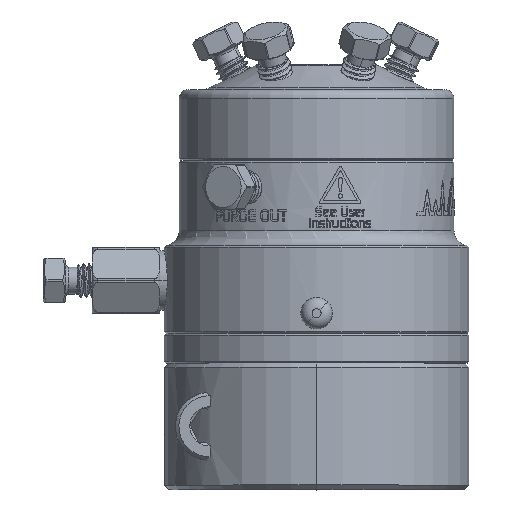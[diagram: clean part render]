
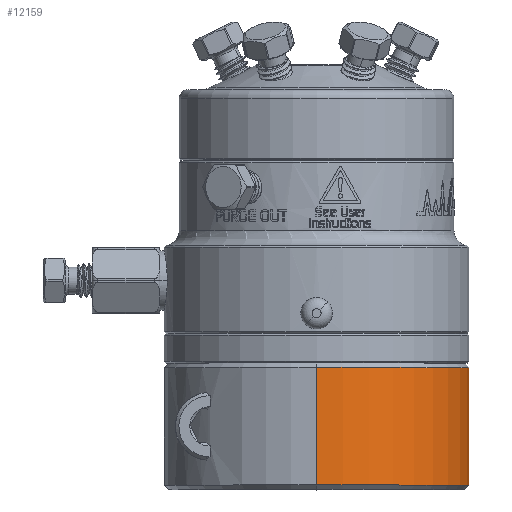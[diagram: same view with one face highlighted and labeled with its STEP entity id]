
A CAD part, top view. The second image highlights one B-rep face of the part: STEP entity #12159.
In plain terms, the highlighted cylindrical face has radius 21.399 mm (diameter 42.799 mm), a partial arc.
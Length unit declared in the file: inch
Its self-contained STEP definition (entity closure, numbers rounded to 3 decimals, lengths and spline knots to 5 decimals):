
#2400 = VERTEX_POINT ( 'NONE', #47718 ) ;
#2780 = CARTESIAN_POINT ( 'NONE',  ( 0., -0.1885, -0.8425 ) ) ;
#5714 = CIRCLE ( 'NONE', #41359, 0.8425 ) ;
#12159 = ADVANCED_FACE ( 'NONE', ( #32554 ), #55224, .T. ) ;
#14116 = DIRECTION ( 'NONE',  ( 0., 0., -1. ) ) ;
#17541 = DIRECTION ( 'NONE',  ( 0., -1., 0. ) ) ;
#19620 = ORIENTED_EDGE ( 'NONE', *, *, #36422, .F. ) ;
#21311 = ORIENTED_EDGE ( 'NONE', *, *, #45132, .T. ) ;
#21973 = VECTOR ( 'NONE', #17541, 39.37008 ) ;
#22468 = EDGE_CURVE ( 'NONE', #67340, #35784, #5714, .T. ) ;
#25005 = CARTESIAN_POINT ( 'NONE',  ( 0., -0.1885, 0.8425 ) ) ;
#26946 = DIRECTION ( 'NONE',  ( 0., 0., -1. ) ) ;
#28561 = EDGE_CURVE ( 'NONE', #50123, #2400, #30554, .T. ) ;
#30554 = CIRCLE ( 'NONE', #48375, 0.8425 ) ;
#30909 = EDGE_LOOP ( 'NONE', ( #19620, #51294, #21311, #64696 ) ) ;
#32554 = FACE_OUTER_BOUND ( 'NONE', #30909, .T. ) ;
#35717 = CARTESIAN_POINT ( 'NONE',  ( 0., -0.8385, 0.8425 ) ) ;
#35784 = VERTEX_POINT ( 'NONE', #25005 ) ;
#36422 = EDGE_CURVE ( 'NONE', #67340, #2400, #54857, .T. ) ;
#39740 = CARTESIAN_POINT ( 'NONE',  ( 0., -0.1635, 0.8425 ) ) ;
#41318 = DIRECTION ( 'NONE',  ( 0., -1., 0. ) ) ;
#41359 = AXIS2_PLACEMENT_3D ( 'NONE', #45862, #41318, #14116 ) ;
#43347 = CARTESIAN_POINT ( 'NONE',  ( 0., -0.8385, 0. ) ) ;
#43372 = DIRECTION ( 'NONE',  ( 0., 0., 1. ) ) ;
#44080 = DIRECTION ( 'NONE',  ( 0., -1., 0. ) ) ;
#45132 = EDGE_CURVE ( 'NONE', #35784, #50123, #56463, .T. ) ;
#45862 = CARTESIAN_POINT ( 'NONE',  ( 0., -0.1885, 0. ) ) ;
#47718 = CARTESIAN_POINT ( 'NONE',  ( 0., -0.8385, -0.8425 ) ) ;
#48227 = DIRECTION ( 'NONE',  ( 0., 1., 0. ) ) ;
#48375 = AXIS2_PLACEMENT_3D ( 'NONE', #43347, #48227, #26946 ) ;
#49641 = CARTESIAN_POINT ( 'NONE',  ( 0., -0.1635, 0. ) ) ;
#50123 = VERTEX_POINT ( 'NONE', #35717 ) ;
#51294 = ORIENTED_EDGE ( 'NONE', *, *, #22468, .T. ) ;
#53705 = AXIS2_PLACEMENT_3D ( 'NONE', #49641, #44080, #43372 ) ;
#54511 = CARTESIAN_POINT ( 'NONE',  ( 0., -0.1635, -0.8425 ) ) ;
#54857 = LINE ( 'NONE', #54511, #21973 ) ;
#55224 = CYLINDRICAL_SURFACE ( 'NONE', #53705, 0.8425 ) ;
#56463 = LINE ( 'NONE', #39740, #58143 ) ;
#58143 = VECTOR ( 'NONE', #61003, 39.37008 ) ;
#61003 = DIRECTION ( 'NONE',  ( 0., -1., 0. ) ) ;
#64696 = ORIENTED_EDGE ( 'NONE', *, *, #28561, .T. ) ;
#67340 = VERTEX_POINT ( 'NONE', #2780 ) ;
